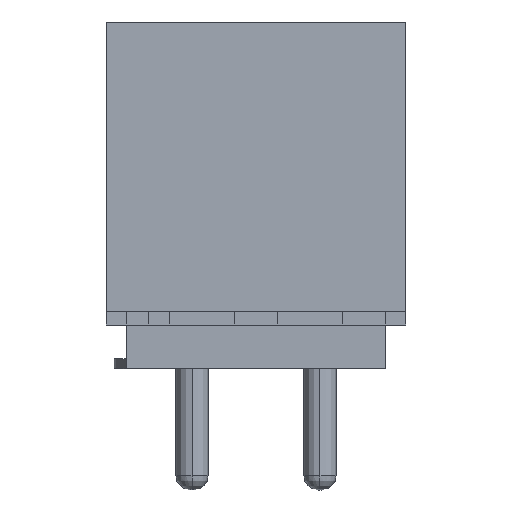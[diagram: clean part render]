
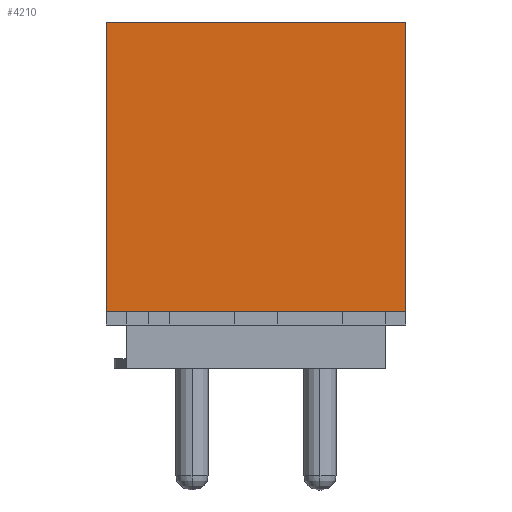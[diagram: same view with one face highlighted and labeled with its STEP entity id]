
A CAD part, left-side view. The second image highlights one B-rep face of the part: STEP entity #4210.
In plain terms, the highlighted planar face has unit normal (-1, 0, 0).
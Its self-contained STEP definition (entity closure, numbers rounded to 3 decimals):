
#328 = EDGE_LOOP ( 'NONE', ( #849, #4364, #12148, #10199 ) ) ;
#462 = VERTEX_POINT ( 'NONE', #4282 ) ;
#737 = DIRECTION ( 'NONE',  ( 0., 0., -1. ) ) ;
#849 = ORIENTED_EDGE ( 'NONE', *, *, #12423, .T. ) ;
#1255 = LINE ( 'NONE', #6712, #3970 ) ;
#1772 = CARTESIAN_POINT ( 'NONE',  ( -221., -22.225, 2. ) ) ;
#2896 = FACE_OUTER_BOUND ( 'NONE', #328, .T. ) ;
#3053 = EDGE_CURVE ( 'NONE', #10732, #9850, #6888, .T. ) ;
#3501 = AXIS2_PLACEMENT_3D ( 'NONE', #4392, #7569, #737 ) ;
#3628 = VECTOR ( 'NONE', #5065, 1000. ) ;
#3970 = VECTOR ( 'NONE', #10601, 1000. ) ;
#4210 = ADVANCED_FACE ( 'NONE', ( #2896 ), #11363, .F. ) ;
#4282 = CARTESIAN_POINT ( 'NONE',  ( -221., 22.225, 2. ) ) ;
#4287 = VECTOR ( 'NONE', #11651, 1000. ) ;
#4364 = ORIENTED_EDGE ( 'NONE', *, *, #5667, .F. ) ;
#4392 = CARTESIAN_POINT ( 'NONE',  ( -221., -22.225, 45. ) ) ;
#4552 = CARTESIAN_POINT ( 'NONE',  ( -221., -22.225, 45. ) ) ;
#4972 = VECTOR ( 'NONE', #6350, 1000. ) ;
#5065 = DIRECTION ( 'NONE',  ( 0., 1., 0. ) ) ;
#5252 = CARTESIAN_POINT ( 'NONE',  ( -221., -22.225, 45. ) ) ;
#5667 = EDGE_CURVE ( 'NONE', #7397, #462, #6199, .T. ) ;
#6044 = CARTESIAN_POINT ( 'NONE',  ( -221., 22.225, 45. ) ) ;
#6199 = LINE ( 'NONE', #10857, #3628 ) ;
#6350 = DIRECTION ( 'NONE',  ( 0., 0., -1. ) ) ;
#6660 = EDGE_CURVE ( 'NONE', #10732, #7397, #1255, .T. ) ;
#6712 = CARTESIAN_POINT ( 'NONE',  ( -221., -22.225, 45. ) ) ;
#6888 = LINE ( 'NONE', #4552, #4287 ) ;
#7301 = CARTESIAN_POINT ( 'NONE',  ( -221., 22.225, 45. ) ) ;
#7397 = VERTEX_POINT ( 'NONE', #1772 ) ;
#7569 = DIRECTION ( 'NONE',  ( 1., 0., 0. ) ) ;
#9850 = VERTEX_POINT ( 'NONE', #6044 ) ;
#10199 = ORIENTED_EDGE ( 'NONE', *, *, #3053, .T. ) ;
#10601 = DIRECTION ( 'NONE',  ( 0., 0., -1. ) ) ;
#10732 = VERTEX_POINT ( 'NONE', #5252 ) ;
#10857 = CARTESIAN_POINT ( 'NONE',  ( -221., -22.225, 2. ) ) ;
#11363 = PLANE ( 'NONE',  #3501 ) ;
#11651 = DIRECTION ( 'NONE',  ( 0., 1., 0. ) ) ;
#12148 = ORIENTED_EDGE ( 'NONE', *, *, #6660, .F. ) ;
#12423 = EDGE_CURVE ( 'NONE', #9850, #462, #12424, .T. ) ;
#12424 = LINE ( 'NONE', #7301, #4972 ) ;
